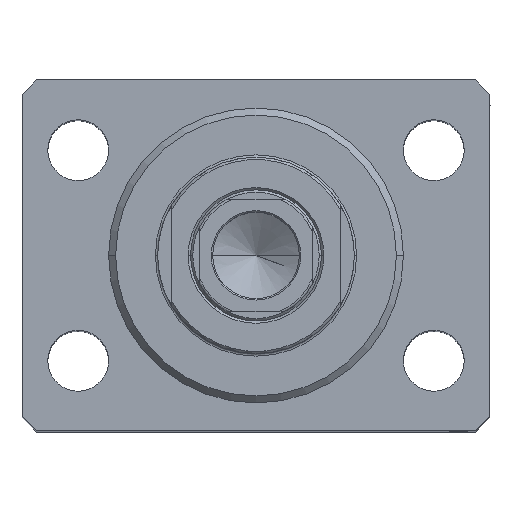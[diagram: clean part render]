
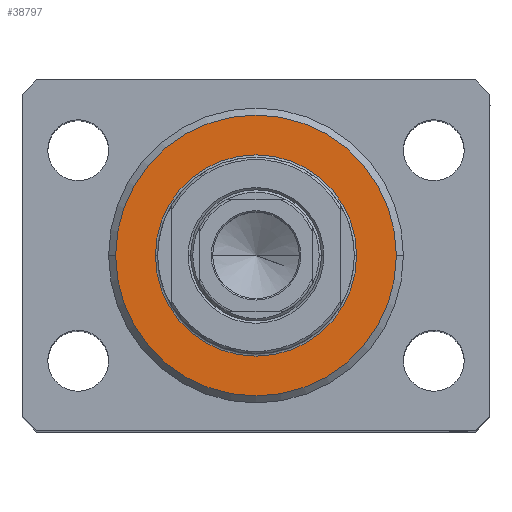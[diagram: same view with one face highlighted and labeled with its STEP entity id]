
A CAD part, top view. The second image highlights one B-rep face of the part: STEP entity #38797.
In plain terms, the highlighted face is planar.
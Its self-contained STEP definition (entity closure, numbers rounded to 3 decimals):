
#441 = DIRECTION ( 'NONE',  ( 0., 0., 1. ) ) ;
#722 = AXIS2_PLACEMENT_3D ( 'NONE', #17976, #31715, #42306 ) ;
#2144 = AXIS2_PLACEMENT_3D ( 'NONE', #7658, #441, #34940 ) ;
#4306 = CARTESIAN_POINT ( 'NONE',  ( 21.5, 0., 0. ) ) ;
#5532 = CARTESIAN_POINT ( 'NONE',  ( 30., 0., 0. ) ) ;
#5991 = AXIS2_PLACEMENT_3D ( 'NONE', #19624, #33361, #12416 ) ;
#7412 = EDGE_CURVE ( 'NONE', #16243, #43092, #33319, .T. ) ;
#7658 = CARTESIAN_POINT ( 'NONE',  ( 0., 0., 0. ) ) ;
#10125 = CARTESIAN_POINT ( 'NONE',  ( 0., 0., 0. ) ) ;
#12416 = DIRECTION ( 'NONE',  ( 1., 0., 0. ) ) ;
#13503 = PLANE ( 'NONE',  #17856 ) ;
#13513 = EDGE_CURVE ( 'NONE', #14031, #35973, #36221, .T. ) ;
#14031 = VERTEX_POINT ( 'NONE', #5532 ) ;
#16243 = VERTEX_POINT ( 'NONE', #28715 ) ;
#16739 = EDGE_CURVE ( 'NONE', #35973, #14031, #27388, .T. ) ;
#16992 = DIRECTION ( 'NONE',  ( 1., 0., 0. ) ) ;
#17856 = AXIS2_PLACEMENT_3D ( 'NONE', #10125, #22994, #33345 ) ;
#17976 = CARTESIAN_POINT ( 'NONE',  ( 0., 0., 0. ) ) ;
#19574 = ORIENTED_EDGE ( 'NONE', *, *, #7412, .T. ) ;
#19624 = CARTESIAN_POINT ( 'NONE',  ( 0., 0., 0. ) ) ;
#22994 = DIRECTION ( 'NONE',  ( 0., 0., 1. ) ) ;
#23218 = FACE_BOUND ( 'NONE', #40589, .T. ) ;
#24703 = ORIENTED_EDGE ( 'NONE', *, *, #25673, .T. ) ;
#25673 = EDGE_CURVE ( 'NONE', #43092, #16243, #41042, .T. ) ;
#27334 = ORIENTED_EDGE ( 'NONE', *, *, #13513, .T. ) ;
#27366 = CARTESIAN_POINT ( 'NONE',  ( 0., 0., 0. ) ) ;
#27388 = CIRCLE ( 'NONE', #722, 30. ) ;
#28715 = CARTESIAN_POINT ( 'NONE',  ( -21.5, 0., 0. ) ) ;
#29726 = AXIS2_PLACEMENT_3D ( 'NONE', #27366, #33900, #16992 ) ;
#31715 = DIRECTION ( 'NONE',  ( 0., 0., -1. ) ) ;
#33319 = CIRCLE ( 'NONE', #29726, 21.5 ) ;
#33345 = DIRECTION ( 'NONE',  ( 1., 0., 0. ) ) ;
#33361 = DIRECTION ( 'NONE',  ( 0., 0., -1. ) ) ;
#33797 = FACE_OUTER_BOUND ( 'NONE', #40129, .T. ) ;
#33900 = DIRECTION ( 'NONE',  ( 0., 0., 1. ) ) ;
#34940 = DIRECTION ( 'NONE',  ( 1., 0., 0. ) ) ;
#35973 = VERTEX_POINT ( 'NONE', #38815 ) ;
#36221 = CIRCLE ( 'NONE', #5991, 30. ) ;
#38565 = ORIENTED_EDGE ( 'NONE', *, *, #16739, .T. ) ;
#38797 = ADVANCED_FACE ( 'NONE', ( #23218, #33797 ), #13503, .F. ) ;
#38815 = CARTESIAN_POINT ( 'NONE',  ( -30., 0., 0. ) ) ;
#40129 = EDGE_LOOP ( 'NONE', ( #27334, #38565 ) ) ;
#40589 = EDGE_LOOP ( 'NONE', ( #24703, #19574 ) ) ;
#41042 = CIRCLE ( 'NONE', #2144, 21.5 ) ;
#42306 = DIRECTION ( 'NONE',  ( 1., 0., 0. ) ) ;
#43092 = VERTEX_POINT ( 'NONE', #4306 ) ;
